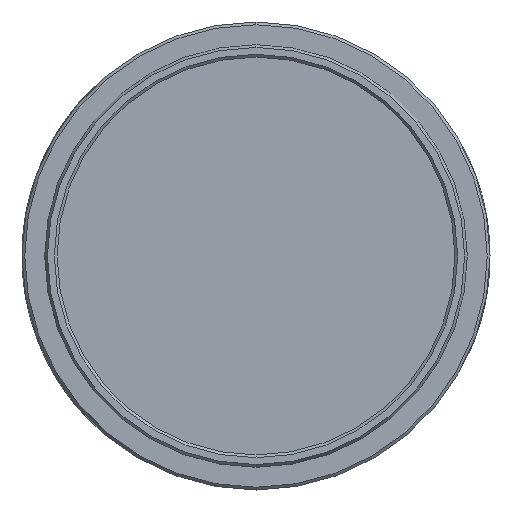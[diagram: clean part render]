
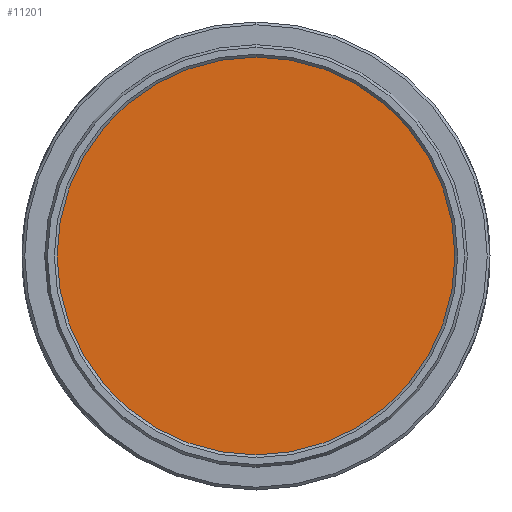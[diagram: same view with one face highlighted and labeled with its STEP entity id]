
A CAD part, left-side view. The second image highlights one B-rep face of the part: STEP entity #11201.
In plain terms, the highlighted planar face has unit normal (-1, 0, 0).
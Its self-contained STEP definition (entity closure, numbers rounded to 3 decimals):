
#215 = CARTESIAN_POINT ( 'NONE',  ( 7.881, 23.576, 34.437 ) ) ;
#1018 = DIRECTION ( 'NONE',  ( 1., 0., 0. ) ) ;
#1478 = CARTESIAN_POINT ( 'NONE',  ( 7.881, 23.576, 34.437 ) ) ;
#2165 = AXIS2_PLACEMENT_3D ( 'NONE', #2588, #1018, #13255 ) ;
#2317 = ORIENTED_EDGE ( 'NONE', *, *, #6603, .T. ) ;
#2427 = PLANE ( 'NONE',  #2165 ) ;
#2588 = CARTESIAN_POINT ( 'NONE',  ( 7.881, 23.576, 34.437 ) ) ;
#3419 = EDGE_LOOP ( 'NONE', ( #2317, #5557 ) ) ;
#4199 = DIRECTION ( 'NONE',  ( -1., 0., 0. ) ) ;
#4673 = CIRCLE ( 'NONE', #13245, 18.85 ) ;
#5404 = FACE_OUTER_BOUND ( 'NONE', #3419, .T. ) ;
#5514 = DIRECTION ( 'NONE',  ( 0., 0.034, -0.999 ) ) ;
#5557 = ORIENTED_EDGE ( 'NONE', *, *, #12230, .T. ) ;
#6603 = EDGE_CURVE ( 'NONE', #15030, #13856, #4673, .T. ) ;
#6987 = DIRECTION ( 'NONE',  ( -1., 0., 0. ) ) ;
#10228 = CARTESIAN_POINT ( 'NONE',  ( 7.881, 22.93, 53.276 ) ) ;
#10249 = AXIS2_PLACEMENT_3D ( 'NONE', #215, #6987, #5514 ) ;
#11201 = ADVANCED_FACE ( 'NONE', ( #5404 ), #2427, .F. ) ;
#12230 = EDGE_CURVE ( 'NONE', #13856, #15030, #12271, .T. ) ;
#12271 = CIRCLE ( 'NONE', #10249, 18.85 ) ;
#13245 = AXIS2_PLACEMENT_3D ( 'NONE', #1478, #4199, #15252 ) ;
#13255 = DIRECTION ( 'NONE',  ( 0., 0.034, -0.999 ) ) ;
#13787 = CARTESIAN_POINT ( 'NONE',  ( 7.881, 24.222, 15.598 ) ) ;
#13856 = VERTEX_POINT ( 'NONE', #10228 ) ;
#15030 = VERTEX_POINT ( 'NONE', #13787 ) ;
#15252 = DIRECTION ( 'NONE',  ( 0., 0.034, -0.999 ) ) ;
